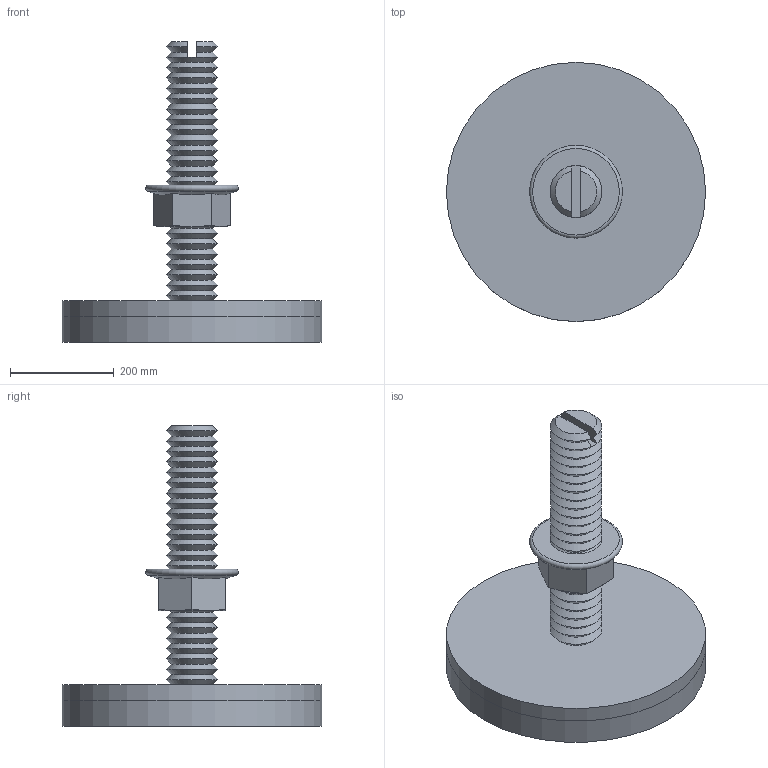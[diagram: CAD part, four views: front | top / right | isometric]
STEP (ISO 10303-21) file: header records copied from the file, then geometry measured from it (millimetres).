
FILE_DESCRIPTION(/* description */ (''),/* implementation_level */ '2;1');
FILE_NAME(/* name */ '60414.000X_3D.stp',/* time_stamp */ '2024-12-11T08:39:03+01:00',/* author */ ('CAD'),/* organization */ (''),/* preprocessor_version */ 'ST-DEVELOPER v20',/* originating_system */ 'AutoCAD Mechanical',/* authorisation */ '');
FILE_SCHEMA (('AUTOMOTIVE_DESIGN { 1 0 10303 214 3 1 1 }'));
Length unit declared in the file: centimetre
Products named in the file (2): Product; *S1
Assembly tree (1 placements, depth 2):
  Product
    *S1
Bounding box: 500 x 500 x 580 mm (x, y, z)
Volume: 19542422.8 mm3; surface area: 1217049.6 mm2
Topology: 4 solids, 4 shells, 82 faces, 165 edges, 91 vertices
Faces by surface type: cone 60, plane 18, cylinder 3, torus 1
Full cylindrical faces by diameter (mm): 99.999 x1, 500 x2
Entity records: 2117 total; most frequent: CARTESIAN_POINT 401, DIRECTION 379, ORIENTED_EDGE 330, EDGE_CURVE 165, AXIS2_PLACEMENT_3D 159, VERTEX_POINT 91, EDGE_LOOP 84, FACE_OUTER_BOUND 82
